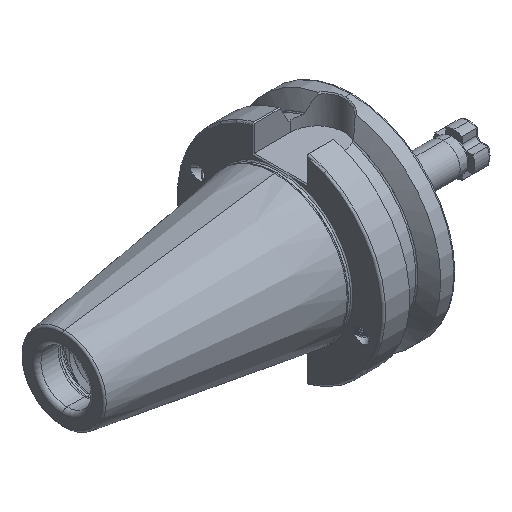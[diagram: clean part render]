
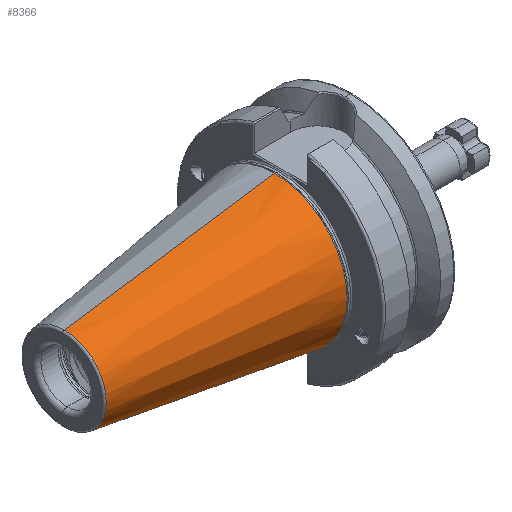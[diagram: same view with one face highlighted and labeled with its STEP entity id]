
A CAD part, isometric view. The second image highlights one B-rep face of the part: STEP entity #8366.
In plain terms, the highlighted conical face has half-angle 8.297 degrees and reference radius 34.998 mm.
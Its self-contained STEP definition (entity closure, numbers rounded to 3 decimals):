
#37 = CARTESIAN_POINT ( 'NONE',  ( -2.5, 0., -34.998 ) ) ;
#62 = CARTESIAN_POINT ( 'NONE',  ( -103.944, 0., 20.204 ) ) ;
#70 = CARTESIAN_POINT ( 'NONE',  ( -2.5, 0., 34.998 ) ) ;
#76 = CARTESIAN_POINT ( 'NONE',  ( -103.944, 0., -20.204 ) ) ;
#904 = AXIS2_PLACEMENT_3D ( 'NONE', #18184, #18173, #18201 ) ;
#1044 = AXIS2_PLACEMENT_3D ( 'NONE', #5783, #5776, #5793 ) ;
#1061 = AXIS2_PLACEMENT_3D ( 'NONE', #5670, #5694, #5728 ) ;
#5670 = CARTESIAN_POINT ( 'NONE',  ( -103.944, 0., 0. ) ) ;
#5694 = DIRECTION ( 'NONE',  ( -1., 0., 0. ) ) ;
#5728 = DIRECTION ( 'NONE',  ( 0., 0., 1. ) ) ;
#5776 = DIRECTION ( 'NONE',  ( -1., 0., 0. ) ) ;
#5783 = CARTESIAN_POINT ( 'NONE',  ( -2.5, 0., 0. ) ) ;
#5793 = DIRECTION ( 'NONE',  ( 0., 0., 1. ) ) ;
#6780 = FACE_OUTER_BOUND ( 'NONE', #22186, .T. ) ;
#6806 = CONICAL_SURFACE ( 'NONE', #904, 34.998, 0.145 ) ;
#8366 = ADVANCED_FACE ( 'NONE', ( #6780 ), #6806, .T. ) ;
#9344 = CARTESIAN_POINT ( 'NONE',  ( -2.5, 0., -34.998 ) ) ;
#9356 = DIRECTION ( 'NONE',  ( 0.99, 0., -0.144 ) ) ;
#9755 = CARTESIAN_POINT ( 'NONE',  ( -2.5, 0., 34.998 ) ) ;
#9768 = DIRECTION ( 'NONE',  ( 0.99, 0., 0.144 ) ) ;
#11462 = VECTOR ( 'NONE', #9356, 1000. ) ;
#11482 = LINE ( 'NONE', #9344, #11462 ) ;
#11548 = CIRCLE ( 'NONE', #1044, 34.998 ) ;
#11557 = CIRCLE ( 'NONE', #1061, 20.204 ) ;
#12262 = LINE ( 'NONE', #9755, #12263 ) ;
#12263 = VECTOR ( 'NONE', #9768, 1000. ) ;
#14187 = EDGE_CURVE ( 'NONE', #20663, #20676, #12262, .T. ) ;
#14300 = EDGE_CURVE ( 'NONE', #20714, #20604, #11482, .T. ) ;
#14412 = EDGE_CURVE ( 'NONE', #20714, #20663, #11557, .T. ) ;
#14418 = EDGE_CURVE ( 'NONE', #20604, #20676, #11548, .T. ) ;
#18173 = DIRECTION ( 'NONE',  ( 1., 0., 0. ) ) ;
#18184 = CARTESIAN_POINT ( 'NONE',  ( -2.5, 0., 0. ) ) ;
#18201 = DIRECTION ( 'NONE',  ( 0., 0., -1. ) ) ;
#20604 = VERTEX_POINT ( 'NONE', #37 ) ;
#20663 = VERTEX_POINT ( 'NONE', #62 ) ;
#20676 = VERTEX_POINT ( 'NONE', #70 ) ;
#20714 = VERTEX_POINT ( 'NONE', #76 ) ;
#21518 = ORIENTED_EDGE ( 'NONE', *, *, #14412, .F. ) ;
#21525 = ORIENTED_EDGE ( 'NONE', *, *, #14418, .T. ) ;
#21577 = ORIENTED_EDGE ( 'NONE', *, *, #14187, .F. ) ;
#21597 = ORIENTED_EDGE ( 'NONE', *, *, #14300, .T. ) ;
#22186 = EDGE_LOOP ( 'NONE', ( #21577, #21518, #21597, #21525 ) ) ;
